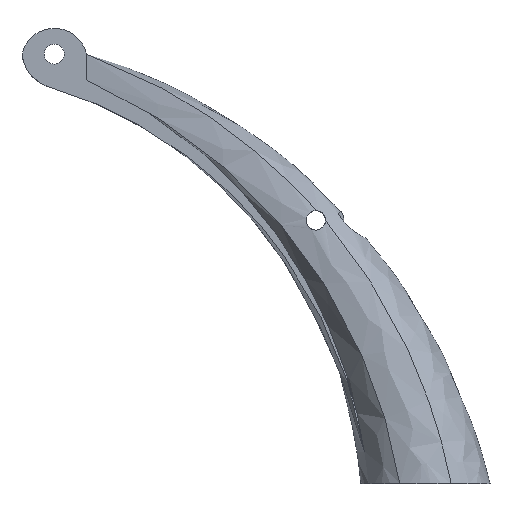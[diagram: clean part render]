
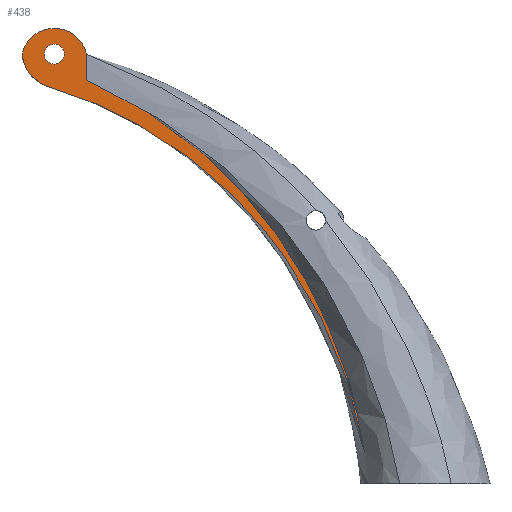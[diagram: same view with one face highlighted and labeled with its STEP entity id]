
A CAD part, left-side view. The second image highlights one B-rep face of the part: STEP entity #438.
In plain terms, the highlighted planar face has unit normal (-1, 0, 0).
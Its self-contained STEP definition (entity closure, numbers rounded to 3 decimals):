
#21=FACE_BOUND('',#112,.T.);
#49=B_SPLINE_CURVE_WITH_KNOTS('',3,(#1069,#1070,#1071,#1072,#1073,#1074,
#1075,#1076,#1077,#1078,#1079,#1080,#1081,#1082,#1083,#1084,#1085,#1086,
#1087,#1088,#1089,#1090,#1091,#1092,#1093,#1094,#1095,#1096,#1097,#1098,
#1099,#1100,#1101,#1102,#1103,#1104,#1105,#1106,#1107,#1108,#1109,#1110,
#1111,#1112,#1113,#1114,#1115,#1116,#1117),.UNSPECIFIED.,.F.,.F.,(4,3,3,
3,3,3,3,3,3,3,3,3,3,3,3,3,4),(0.,0.05,0.101,0.153,
0.203,0.234,0.286,0.303,
0.354,0.406,0.457,0.469,0.52,
0.571,0.622,0.673,0.708),
 .UNSPECIFIED.);
#50=B_SPLINE_CURVE_WITH_KNOTS('',3,(#1121,#1122,#1123,#1124,#1125,#1126,
#1127,#1128,#1129,#1130,#1131,#1132),.UNSPECIFIED.,.F.,.F.,(4,2,2,2,2,4),
(0.,0.96,2.873,5.509,6.926,
7.85),.UNSPECIFIED.);
#51=B_SPLINE_CURVE_WITH_KNOTS('',3,(#1134,#1135,#1136,#1137,#1138,#1139,
#1140,#1141),.UNSPECIFIED.,.F.,.F.,(4,2,2,4),(-8.045,-5.555,
-3.036,-0.502),.UNSPECIFIED.);
#70=PLANE('',#477);
#85=FACE_OUTER_BOUND('',#111,.T.);
#111=EDGE_LOOP('',(#337,#338,#339,#340,#341));
#112=EDGE_LOOP('',(#342));
#140=LINE('',#1142,#159);
#159=VECTOR('',#530,10.);
#173=CIRCLE('',#478,5.125);
#174=CIRCLE('',#479,1.55);
#201=VERTEX_POINT('',#818);
#213=VERTEX_POINT('',#1063);
#214=VERTEX_POINT('',#1068);
#215=VERTEX_POINT('',#1120);
#216=VERTEX_POINT('',#1133);
#217=VERTEX_POINT('',#1144);
#262=EDGE_CURVE('',#213,#214,#49,.T.);
#264=EDGE_CURVE('',#215,#213,#50,.T.);
#265=EDGE_CURVE('',#216,#215,#51,.T.);
#266=EDGE_CURVE('',#216,#201,#140,.T.);
#267=EDGE_CURVE('',#201,#214,#173,.T.);
#268=EDGE_CURVE('',#217,#217,#174,.T.);
#337=ORIENTED_EDGE('',*,*,#262,.F.);
#338=ORIENTED_EDGE('',*,*,#264,.F.);
#339=ORIENTED_EDGE('',*,*,#265,.F.);
#340=ORIENTED_EDGE('',*,*,#266,.T.);
#341=ORIENTED_EDGE('',*,*,#267,.T.);
#342=ORIENTED_EDGE('',*,*,#268,.T.);
#438=ADVANCED_FACE('',(#85,#21),#70,.F.);
#477=AXIS2_PLACEMENT_3D('',#1119,#528,#529);
#478=AXIS2_PLACEMENT_3D('',#1143,#531,#532);
#479=AXIS2_PLACEMENT_3D('',#1145,#533,#534);
#528=DIRECTION('center_axis',(1.,0.,0.));
#529=DIRECTION('ref_axis',(0.,1.,0.));
#530=DIRECTION('',(0.,0.,1.));
#531=DIRECTION('center_axis',(-1.,0.,0.));
#532=DIRECTION('ref_axis',(0.,0.976,0.22));
#533=DIRECTION('center_axis',(1.,0.,0.));
#534=DIRECTION('ref_axis',(0.,1.,0.));
#818=CARTESIAN_POINT('',(-4.942,-5.185,66.541));
#1063=CARTESIAN_POINT('',(-4.942,0.558,61.427));
#1068=CARTESIAN_POINT('',(-4.942,4.815,66.541));
#1069=CARTESIAN_POINT('Ctrl Pts',(-4.942,0.558,61.427));
#1070=CARTESIAN_POINT('Ctrl Pts',(-4.942,0.718,61.475));
#1071=CARTESIAN_POINT('Ctrl Pts',(-4.942,0.877,61.529));
#1072=CARTESIAN_POINT('Ctrl Pts',(-4.942,1.032,61.59));
#1073=CARTESIAN_POINT('Ctrl Pts',(-4.942,1.191,61.652));
#1074=CARTESIAN_POINT('Ctrl Pts',(-4.942,1.346,61.721));
#1075=CARTESIAN_POINT('Ctrl Pts',(-4.942,1.499,61.796));
#1076=CARTESIAN_POINT('Ctrl Pts',(-4.942,1.652,61.871));
#1077=CARTESIAN_POINT('Ctrl Pts',(-4.942,1.801,61.953));
#1078=CARTESIAN_POINT('Ctrl Pts',(-4.942,1.947,62.041));
#1079=CARTESIAN_POINT('Ctrl Pts',(-4.942,2.091,62.128));
#1080=CARTESIAN_POINT('Ctrl Pts',(-4.942,2.232,62.221));
#1081=CARTESIAN_POINT('Ctrl Pts',(-4.942,2.369,62.32));
#1082=CARTESIAN_POINT('Ctrl Pts',(-4.942,2.452,62.38));
#1083=CARTESIAN_POINT('Ctrl Pts',(-4.942,2.534,62.443));
#1084=CARTESIAN_POINT('Ctrl Pts',(-4.942,2.614,62.507));
#1085=CARTESIAN_POINT('Ctrl Pts',(-4.942,2.747,62.614));
#1086=CARTESIAN_POINT('Ctrl Pts',(-4.942,2.875,62.727));
#1087=CARTESIAN_POINT('Ctrl Pts',(-4.942,2.998,62.844));
#1088=CARTESIAN_POINT('Ctrl Pts',(-4.942,3.04,62.885));
#1089=CARTESIAN_POINT('Ctrl Pts',(-4.942,3.082,62.925));
#1090=CARTESIAN_POINT('Ctrl Pts',(-4.942,3.123,62.967));
#1091=CARTESIAN_POINT('Ctrl Pts',(-4.942,3.241,63.088));
#1092=CARTESIAN_POINT('Ctrl Pts',(-4.942,3.355,63.213));
#1093=CARTESIAN_POINT('Ctrl Pts',(-4.942,3.462,63.344));
#1094=CARTESIAN_POINT('Ctrl Pts',(-4.942,3.571,63.475));
#1095=CARTESIAN_POINT('Ctrl Pts',(-4.942,3.674,63.611));
#1096=CARTESIAN_POINT('Ctrl Pts',(-4.942,3.771,63.751));
#1097=CARTESIAN_POINT('Ctrl Pts',(-4.942,3.868,63.891));
#1098=CARTESIAN_POINT('Ctrl Pts',(-4.942,3.959,64.035));
#1099=CARTESIAN_POINT('Ctrl Pts',(-4.942,4.044,64.183));
#1100=CARTESIAN_POINT('Ctrl Pts',(-4.942,4.064,64.218));
#1101=CARTESIAN_POINT('Ctrl Pts',(-4.942,4.083,64.252));
#1102=CARTESIAN_POINT('Ctrl Pts',(-4.942,4.102,64.287));
#1103=CARTESIAN_POINT('Ctrl Pts',(-4.942,4.184,64.436));
#1104=CARTESIAN_POINT('Ctrl Pts',(-4.942,4.26,64.589));
#1105=CARTESIAN_POINT('Ctrl Pts',(-4.942,4.329,64.744));
#1106=CARTESIAN_POINT('Ctrl Pts',(-4.942,4.398,64.9));
#1107=CARTESIAN_POINT('Ctrl Pts',(-4.942,4.461,65.059));
#1108=CARTESIAN_POINT('Ctrl Pts',(-4.942,4.517,65.22));
#1109=CARTESIAN_POINT('Ctrl Pts',(-4.942,4.573,65.38));
#1110=CARTESIAN_POINT('Ctrl Pts',(-4.942,4.622,65.543));
#1111=CARTESIAN_POINT('Ctrl Pts',(-4.942,4.664,65.707));
#1112=CARTESIAN_POINT('Ctrl Pts',(-4.942,4.705,65.868));
#1113=CARTESIAN_POINT('Ctrl Pts',(-4.942,4.74,66.031));
#1114=CARTESIAN_POINT('Ctrl Pts',(-4.942,4.767,66.195));
#1115=CARTESIAN_POINT('Ctrl Pts',(-4.942,4.787,66.31));
#1116=CARTESIAN_POINT('Ctrl Pts',(-4.942,4.803,66.425));
#1117=CARTESIAN_POINT('Ctrl Pts',(-4.942,4.815,66.541));
#1119=CARTESIAN_POINT('Origin',(-4.942,-0.185,66.541));
#1120=CARTESIAN_POINT('',(-4.942,-48.22,4.971));
#1121=CARTESIAN_POINT('Ctrl Pts',(-4.942,-48.22,4.971));
#1122=CARTESIAN_POINT('Ctrl Pts',(-4.942,-47.744,8.135));
#1123=CARTESIAN_POINT('Ctrl Pts',(-4.942,-47.022,11.269));
#1124=CARTESIAN_POINT('Ctrl Pts',(-4.942,-44.239,20.425));
#1125=CARTESIAN_POINT('Ctrl Pts',(-4.942,-41.537,26.308));
#1126=CARTESIAN_POINT('Ctrl Pts',(-4.942,-33.453,39.176));
#1127=CARTESIAN_POINT('Ctrl Pts',(-4.942,-27.443,45.743));
#1128=CARTESIAN_POINT('Ctrl Pts',(-4.942,-16.53,53.806));
#1129=CARTESIAN_POINT('Ctrl Pts',(-4.942,-12.436,56.219));
#1130=CARTESIAN_POINT('Ctrl Pts',(-4.942,-5.302,59.463));
#1131=CARTESIAN_POINT('Ctrl Pts',(-4.942,-2.403,60.547));
#1132=CARTESIAN_POINT('Ctrl Pts',(-4.942,0.558,61.427));
#1133=CARTESIAN_POINT('',(-4.942,-5.185,62.541));
#1134=CARTESIAN_POINT('Ctrl Pts',(-4.942,-5.185,62.541));
#1135=CARTESIAN_POINT('Ctrl Pts',(-4.942,-12.741,59.218));
#1136=CARTESIAN_POINT('Ctrl Pts',(-4.942,-19.543,54.775));
#1137=CARTESIAN_POINT('Ctrl Pts',(-4.942,-31.622,43.268));
#1138=CARTESIAN_POINT('Ctrl Pts',(-4.942,-36.669,36.387));
#1139=CARTESIAN_POINT('Ctrl Pts',(-4.942,-44.344,21.418));
#1140=CARTESIAN_POINT('Ctrl Pts',(-4.942,-46.963,13.311));
#1141=CARTESIAN_POINT('Ctrl Pts',(-4.942,-48.22,4.971));
#1142=CARTESIAN_POINT('',(-4.942,-5.185,62.541));
#1143=CARTESIAN_POINT('Origin',(-4.942,-0.185,65.416));
#1144=CARTESIAN_POINT('',(-4.942,-1.735,66.541));
#1145=CARTESIAN_POINT('Origin',(-4.942,-0.185,66.541));
